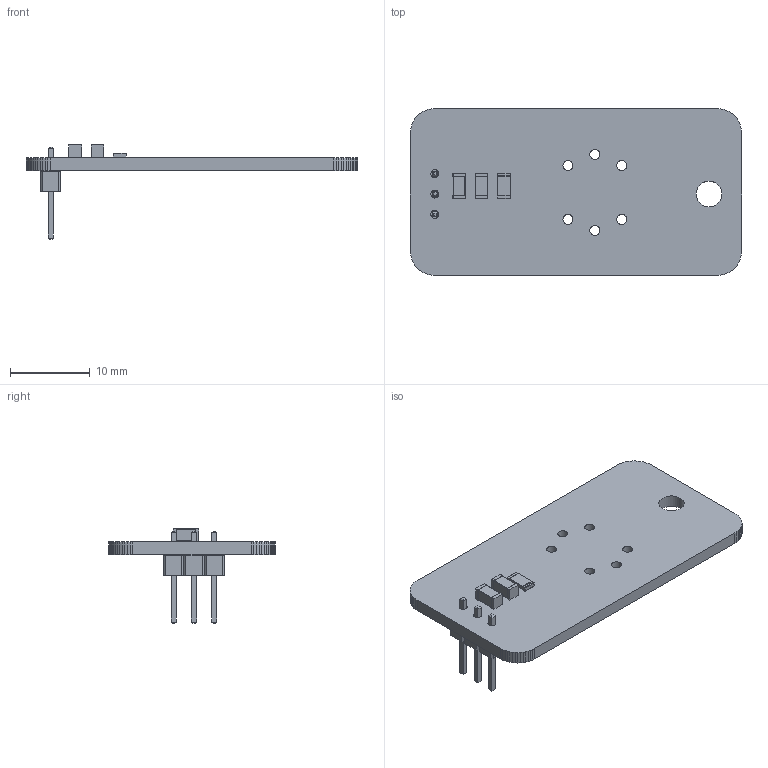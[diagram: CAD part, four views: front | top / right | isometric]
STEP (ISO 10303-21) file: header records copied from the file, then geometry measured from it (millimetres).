
FILE_DESCRIPTION(('KiCad electronic assembly'),'2;1');
FILE_NAME('modular sensor.step','2023-11-14T15:47:44',('Pcbnew'),( 'Kicad'),'Open CASCADE STEP processor 7.6','KiCad to STEP converter' ,'Unknown');
FILE_SCHEMA(('AUTOMOTIVE_DESIGN { 1 0 10303 214 1 1 1 1 }'));
Length unit declared in the file: millimetre
Products named in the file (8): modular sensor 1; C_1206_3216Metric; SOLID; R_1206_3216Metric; PinHeader_1x03_P2.54mm_Vertical; _autosave-modular sensor PCB
Assembly tree (8 placements, depth 3):
  modular sensor 1
    C_1206_3216Metric  x2
      SOLID
    R_1206_3216Metric
      SOLID
    PinHeader_1x03_P2.54mm_Vertical
      SOLID
    _autosave-modular sensor PCB
Bounding box: 41.4 x 20.83 x 11.84 mm (x, y, z)
Volume: 1415.7 mm3; surface area: 2156.6 mm2
Topology: 5 solids, 5 shells, 230 faces, 602 edges, 392 vertices
Faces by surface type: plane 188, cylinder 42
Full cylindrical faces by diameter (mm): 1 x3, 1.25 x6, 3.2 x1
Entity records: 14236 total; most frequent: CARTESIAN_POINT 2385, DIRECTION 2032, LINE 1470, VECTOR 1470, ORIENTED_EDGE 1060, PCURVE 1060, DEFINITIONAL_REPRESENTATION 1060, EDGE_CURVE 530
